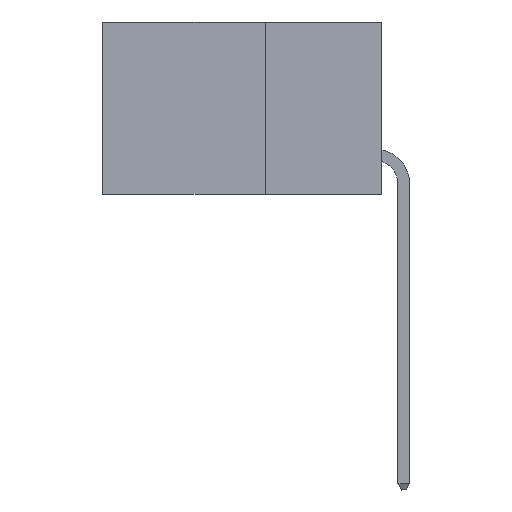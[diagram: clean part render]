
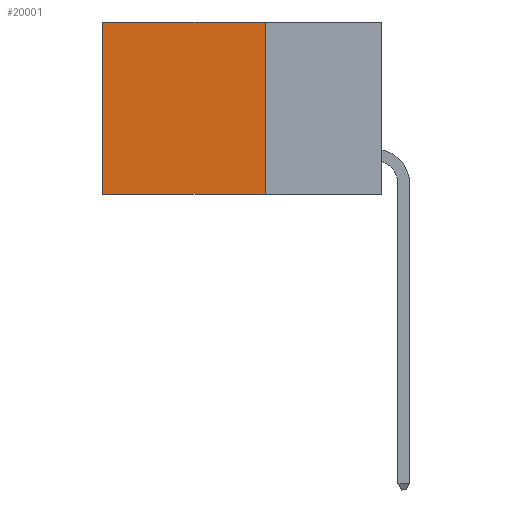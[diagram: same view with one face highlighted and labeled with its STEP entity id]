
A CAD part, left-side view. The second image highlights one B-rep face of the part: STEP entity #20001.
In plain terms, the highlighted planar face has unit normal (-1, 0, 0).
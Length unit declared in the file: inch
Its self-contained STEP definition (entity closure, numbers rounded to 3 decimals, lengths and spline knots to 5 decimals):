
#789 = DIRECTION ( 'NONE',  ( 0., 1., 0. ) ) ;
#2185 = EDGE_CURVE ( 'NONE', #36565, #39364, #40387, .T. ) ;
#4610 = VECTOR ( 'NONE', #40860, 39.37008 ) ;
#6433 = DIRECTION ( 'NONE',  ( 0., 0., -1. ) ) ;
#7184 = CARTESIAN_POINT ( 'NONE',  ( 0.2875, 0.25, 0. ) ) ;
#9520 = VECTOR ( 'NONE', #34686, 39.37008 ) ;
#9966 = DIRECTION ( 'NONE',  ( 1., 0., 0. ) ) ;
#13648 = CARTESIAN_POINT ( 'NONE',  ( 0.2875, 0.25, 0. ) ) ;
#14421 = DIRECTION ( 'NONE',  ( 0., 0., -1. ) ) ;
#14584 = CARTESIAN_POINT ( 'NONE',  ( 0.2875, 0.25, -0.37 ) ) ;
#15413 = CARTESIAN_POINT ( 'NONE',  ( 0.2875, 0.6, 0. ) ) ;
#15832 = LINE ( 'NONE', #38855, #9520 ) ;
#17256 = ORIENTED_EDGE ( 'NONE', *, *, #31864, .T. ) ;
#17372 = PLANE ( 'NONE',  #40611 ) ;
#17486 = VERTEX_POINT ( 'NONE', #7184 ) ;
#20001 = ADVANCED_FACE ( 'NONE', ( #33507 ), #17372, .F. ) ;
#23149 = EDGE_LOOP ( 'NONE', ( #47545, #39671, #27377, #17256 ) ) ;
#25520 = LINE ( 'NONE', #13648, #39229 ) ;
#27377 = ORIENTED_EDGE ( 'NONE', *, *, #34561, .F. ) ;
#28521 = CARTESIAN_POINT ( 'NONE',  ( 0.2875, 0.25, 0. ) ) ;
#31204 = CARTESIAN_POINT ( 'NONE',  ( 0.2875, 0.25, 0. ) ) ;
#31864 = EDGE_CURVE ( 'NONE', #17486, #36565, #34282, .T. ) ;
#32491 = VERTEX_POINT ( 'NONE', #14584 ) ;
#33507 = FACE_OUTER_BOUND ( 'NONE', #23149, .T. ) ;
#34282 = LINE ( 'NONE', #31204, #34918 ) ;
#34561 = EDGE_CURVE ( 'NONE', #17486, #32491, #25520, .T. ) ;
#34686 = DIRECTION ( 'NONE',  ( 0., 1., 0. ) ) ;
#34918 = VECTOR ( 'NONE', #789, 39.37008 ) ;
#36565 = VERTEX_POINT ( 'NONE', #15413 ) ;
#36862 = CARTESIAN_POINT ( 'NONE',  ( 0.2875, 0.6, 0. ) ) ;
#38855 = CARTESIAN_POINT ( 'NONE',  ( 0.2875, 0.25, -0.37 ) ) ;
#39229 = VECTOR ( 'NONE', #14421, 39.37008 ) ;
#39364 = VERTEX_POINT ( 'NONE', #44938 ) ;
#39443 = EDGE_CURVE ( 'NONE', #32491, #39364, #15832, .T. ) ;
#39671 = ORIENTED_EDGE ( 'NONE', *, *, #39443, .F. ) ;
#40387 = LINE ( 'NONE', #36862, #4610 ) ;
#40611 = AXIS2_PLACEMENT_3D ( 'NONE', #28521, #9966, #6433 ) ;
#40860 = DIRECTION ( 'NONE',  ( 0., 0., -1. ) ) ;
#44938 = CARTESIAN_POINT ( 'NONE',  ( 0.2875, 0.6, -0.37 ) ) ;
#47545 = ORIENTED_EDGE ( 'NONE', *, *, #2185, .T. ) ;
